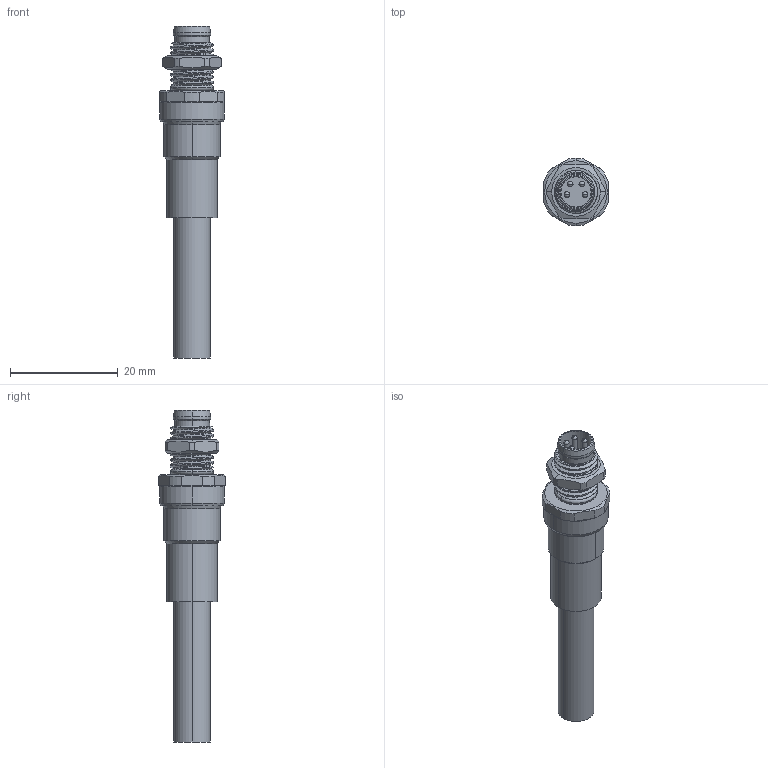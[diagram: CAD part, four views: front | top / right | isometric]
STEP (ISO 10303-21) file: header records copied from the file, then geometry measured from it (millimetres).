
FILE_DESCRIPTION((''),'2;1');
FILE_NAME('PRT000122344','2025-09-29T',('gongchengVI'),(''),'PRO/ENGINEER BY PARAMETRIC TECHNOLOGY CORPORATION, 2010280','PRO/ENGINEER BY PARAMETRIC TECHNOLOGY CORPORATION, 2010280','');
FILE_SCHEMA(('CONFIG_CONTROL_DESIGN'));
Length unit declared in the file: millimetre
Products named in the file (1): PRT000122344
Bounding box: 12 x 12.6 x 61.6 mm (x, y, z)
Volume: 378.4 mm3; surface area: 4708.9 mm2
Topology: 1 solids, 12 shells, 388 faces, 918 edges, 567 vertices
Faces by surface type: cylinder 167, plane 99, cone 78, bspline 18, torus 18, sphere 8
Entity records: 16541 total; most frequent: CARTESIAN_POINT 7577, DIRECTION 1923, ORIENTED_EDGE 1804, EDGE_CURVE 902, AXIS2_PLACEMENT_3D 781, VERTEX_POINT 567, EDGE_LOOP 443, CIRCLE 410
